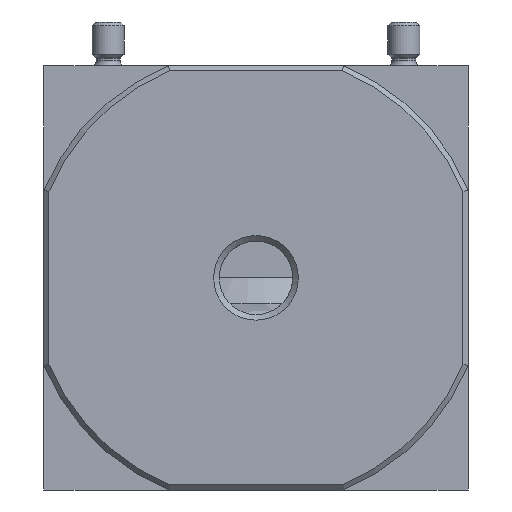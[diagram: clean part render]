
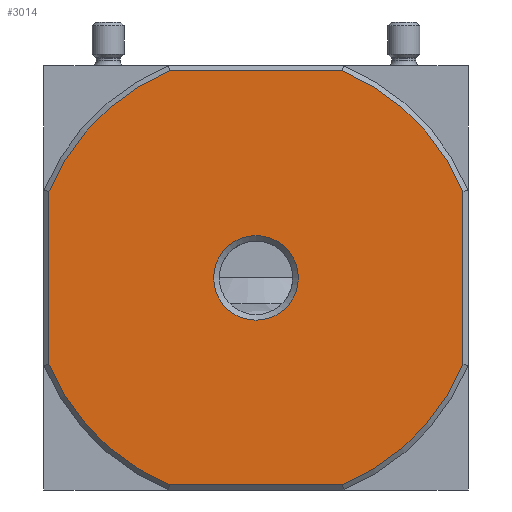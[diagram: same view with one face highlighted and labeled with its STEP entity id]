
A CAD part, front view. The second image highlights one B-rep face of the part: STEP entity #3014.
In plain terms, the highlighted planar face has unit normal (0, -1, 0).
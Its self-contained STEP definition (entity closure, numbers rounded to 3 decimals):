
#210=LINE('',#4432,#336);
#212=LINE('',#4449,#338);
#213=LINE('',#4455,#339);
#214=LINE('',#4459,#340);
#336=VECTOR('',#3608,1000.);
#338=VECTOR('',#3614,1000.);
#339=VECTOR('',#3619,1000.);
#340=VECTOR('',#3622,1000.);
#530=ORIENTED_EDGE('',*,*,#1119,.F.);
#531=ORIENTED_EDGE('',*,*,#1120,.T.);
#532=ORIENTED_EDGE('',*,*,#1121,.F.);
#533=ORIENTED_EDGE('',*,*,#1115,.T.);
#534=ORIENTED_EDGE('',*,*,#1122,.F.);
#535=ORIENTED_EDGE('',*,*,#1123,.F.);
#536=ORIENTED_EDGE('',*,*,#1124,.F.);
#537=ORIENTED_EDGE('',*,*,#1125,.F.);
#538=ORIENTED_EDGE('',*,*,#1126,.F.);
#1115=EDGE_CURVE('',#1404,#1405,#210,.T.);
#1119=EDGE_CURVE('',#1408,#1408,#1588,.T.);
#1120=EDGE_CURVE('',#1409,#1410,#212,.T.);
#1121=EDGE_CURVE('',#1404,#1410,#1589,.T.);
#1122=EDGE_CURVE('',#1411,#1405,#1590,.T.);
#1123=EDGE_CURVE('',#1412,#1411,#213,.T.);
#1124=EDGE_CURVE('',#1413,#1412,#1591,.T.);
#1125=EDGE_CURVE('',#1414,#1413,#214,.T.);
#1126=EDGE_CURVE('',#1409,#1414,#1592,.T.);
#1404=VERTEX_POINT('',#4433);
#1405=VERTEX_POINT('',#4434);
#1408=VERTEX_POINT('',#4448);
#1409=VERTEX_POINT('',#4450);
#1410=VERTEX_POINT('',#4451);
#1411=VERTEX_POINT('',#4454);
#1412=VERTEX_POINT('',#4456);
#1413=VERTEX_POINT('',#4458);
#1414=VERTEX_POINT('',#4460);
#1588=CIRCLE('',#3225,6.579);
#1589=CIRCLE('',#3226,34.9);
#1590=CIRCLE('',#3227,34.9);
#1591=CIRCLE('',#3228,34.9);
#1592=CIRCLE('',#3229,34.9);
#1707=EDGE_LOOP('',(#530));
#1708=EDGE_LOOP('',(#531,#532,#533,#534,#535,#536,#537,#538));
#1932=FACE_BOUND('',#1707,.T.);
#1933=FACE_BOUND('',#1708,.T.);
#2147=PLANE('',#3224);
#3014=ADVANCED_FACE('',(#1932,#1933),#2147,.F.);
#3224=AXIS2_PLACEMENT_3D('',#4446,#3610,#3611);
#3225=AXIS2_PLACEMENT_3D('',#4447,#3612,#3613);
#3226=AXIS2_PLACEMENT_3D('',#4452,#3615,#3616);
#3227=AXIS2_PLACEMENT_3D('',#4453,#3617,#3618);
#3228=AXIS2_PLACEMENT_3D('',#4457,#3620,#3621);
#3229=AXIS2_PLACEMENT_3D('',#4461,#3623,#3624);
#3608=DIRECTION('',(0.,0.,-1.));
#3610=DIRECTION('',(0.,1.,0.));
#3611=DIRECTION('',(0.,0.,1.));
#3612=DIRECTION('',(0.,-1.,0.));
#3613=DIRECTION('',(0.,0.,-1.));
#3614=DIRECTION('',(-1.,0.,0.));
#3615=DIRECTION('',(0.,1.,0.));
#3616=DIRECTION('',(-1.,0.,0.));
#3617=DIRECTION('',(0.,1.,0.));
#3618=DIRECTION('',(-1.,0.,0.));
#3619=DIRECTION('',(-1.,0.,0.));
#3620=DIRECTION('',(0.,1.,0.));
#3621=DIRECTION('',(-1.,0.,0.));
#3622=DIRECTION('',(0.,0.,-1.));
#3623=DIRECTION('',(0.,1.,0.));
#3624=DIRECTION('',(-1.,0.,0.));
#4432=CARTESIAN_POINT('',(-32.2,-33.,33.));
#4433=CARTESIAN_POINT('',(-32.2,-33.,13.46));
#4434=CARTESIAN_POINT('',(-32.2,-33.,-13.46));
#4446=CARTESIAN_POINT('',(-32.2,-33.,33.));
#4447=CARTESIAN_POINT('',(0.,-33.,0.));
#4448=CARTESIAN_POINT('',(0.,-33.,-6.579));
#4449=CARTESIAN_POINT('',(33.,-33.,32.2));
#4450=CARTESIAN_POINT('',(13.46,-33.,32.2));
#4451=CARTESIAN_POINT('',(-13.46,-33.,32.2));
#4452=CARTESIAN_POINT('',(0.,-33.,0.));
#4453=CARTESIAN_POINT('',(0.,-33.,0.));
#4454=CARTESIAN_POINT('',(-13.46,-33.,-32.2));
#4455=CARTESIAN_POINT('',(33.,-33.,-32.2));
#4456=CARTESIAN_POINT('',(13.46,-33.,-32.2));
#4457=CARTESIAN_POINT('',(0.,-33.,0.));
#4458=CARTESIAN_POINT('',(32.2,-33.,-13.46));
#4459=CARTESIAN_POINT('',(32.2,-33.,33.));
#4460=CARTESIAN_POINT('',(32.2,-33.,13.46));
#4461=CARTESIAN_POINT('',(0.,-33.,0.));
